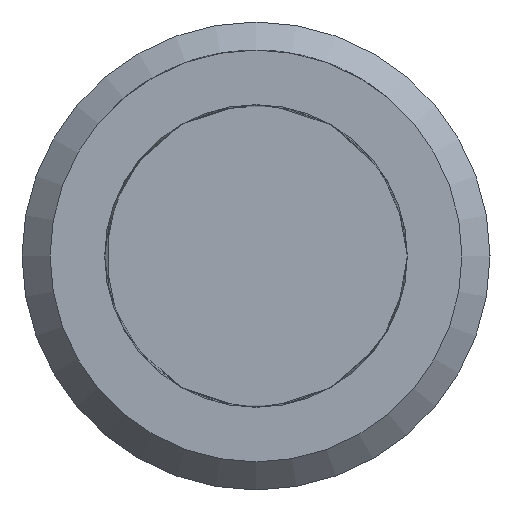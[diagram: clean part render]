
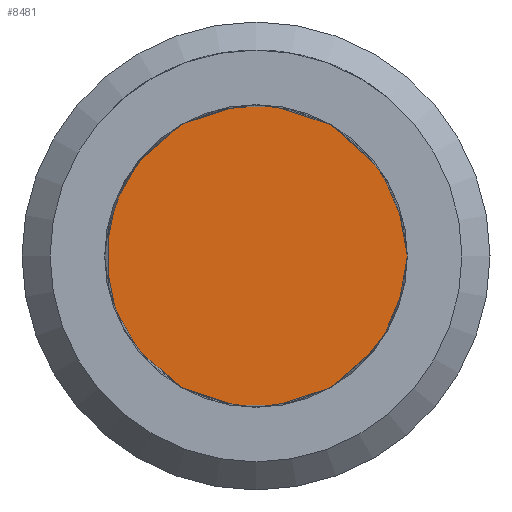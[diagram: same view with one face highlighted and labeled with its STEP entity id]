
A CAD part, left-side view. The second image highlights one B-rep face of the part: STEP entity #8481.
In plain terms, the highlighted free-form (B-spline) face has degree [1, 1] with [2, 2] control points.
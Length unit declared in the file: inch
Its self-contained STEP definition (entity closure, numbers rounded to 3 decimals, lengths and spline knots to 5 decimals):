
#8461=CARTESIAN_POINT('',(0.89938,-0.2425,0.0));
#8462=VERTEX_POINT('',#8461);
#8463=CARTESIAN_POINT('',(0.89938,0.,0.0));
#8464=DIRECTION('',(-1.0,0.0,0.0));
#8465=DIRECTION('',(0.0,-1.0,0.0));
#8466=AXIS2_PLACEMENT_3D('',#8463,#8464,#8465);
#8467=CIRCLE('',#8466,0.2425);
#8468=EDGE_CURVE('',#8462,#8462,#8467,.T.);
#8473=CARTESIAN_POINT('',(0.89938,0.2425,0.2425));
#8474=CARTESIAN_POINT('',(0.89938,-0.2425,0.2425));
#8475=CARTESIAN_POINT('',(0.89938,0.2425,-0.2425));
#8476=CARTESIAN_POINT('',(0.89938,-0.2425,-0.2425));
#8477=B_SPLINE_SURFACE_WITH_KNOTS('',1,1,((#8473,#8475),(#8474,#8476)),.UNSPECIFIED.,.F.,.F.,.U.,(2,2),(2,2),(0.0,0.485),(0.0,0.485),.UNSPECIFIED.);
#8478=ORIENTED_EDGE('',*,*,#8468,.T.);
#8479=EDGE_LOOP('',(#8478));
#8480=FACE_OUTER_BOUND('',#8479,.T.);
#8481=ADVANCED_FACE('',(#8480),#8477,.F.);
